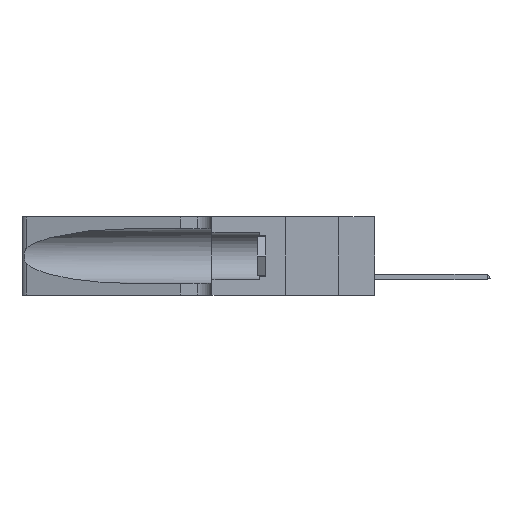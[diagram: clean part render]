
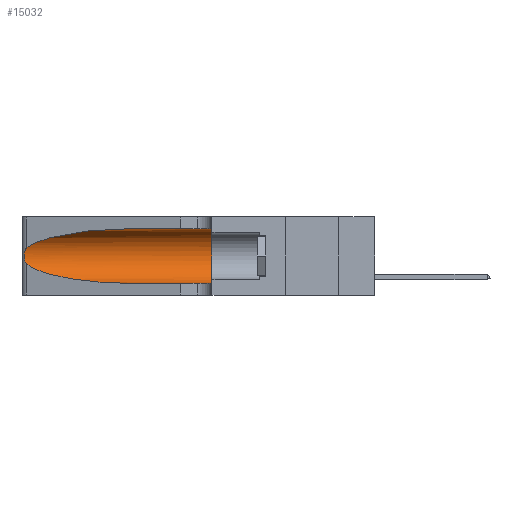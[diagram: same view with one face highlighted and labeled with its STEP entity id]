
A CAD part, left-side view. The second image highlights one B-rep face of the part: STEP entity #15032.
In plain terms, the highlighted cylindrical face has radius 3.308 mm (diameter 6.617 mm), a partial arc.
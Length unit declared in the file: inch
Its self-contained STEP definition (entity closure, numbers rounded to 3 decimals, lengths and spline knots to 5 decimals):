
#2 = EDGE_LOOP ( 'NONE', ( #23821, #13826, #9320, #1879, #17514, #7543 ) ) ;
#521 = CARTESIAN_POINT ( 'NONE',  ( 0.25487, 1.22718, 0.22369 ) ) ;
#1056 = CARTESIAN_POINT ( 'NONE',  ( 0.25639, 1.23184, 0.21858 ) ) ;
#1314 = VECTOR ( 'NONE', #20642, 39.37008 ) ;
#1537 = CARTESIAN_POINT ( 'NONE',  ( 0.25856, 1.23593, 0.16098 ) ) ;
#1879 = ORIENTED_EDGE ( 'NONE', *, *, #4954, .T. ) ;
#1905 = VERTEX_POINT ( 'NONE', #9332 ) ;
#2088 = VERTEX_POINT ( 'NONE', #21816 ) ;
#3530 = CARTESIAN_POINT ( 'NONE',  ( 0.25789, 1.23486, 0.15765 ) ) ;
#4033 = CARTESIAN_POINT ( 'NONE',  ( 0.18966, 0.96281, 0.05475 ) ) ;
#4789 = DIRECTION ( 'NONE',  ( 0., 0., 1. ) ) ;
#4954 = EDGE_CURVE ( 'NONE', #13126, #8177, #17370, .T. ) ;
#5363 = CARTESIAN_POINT ( 'NONE',  ( 0.25487, 1.22718, 0.14631 ) ) ;
#5508 = DIRECTION ( 'NONE',  ( 0., -1., 0. ) ) ;
#5556 = VERTEX_POINT ( 'NONE', #8569 ) ;
#6762 = DIRECTION ( 'NONE',  ( 0., -1., 0. ) ) ;
#6764 = CARTESIAN_POINT ( 'NONE',  ( 0.1305, 0.35, 0.185 ) ) ;
#6772 = CARTESIAN_POINT ( 'NONE',  ( 0.26018, 1.23835, 0.19895 ) ) ;
#7173 = CARTESIAN_POINT ( 'NONE',  ( 0.1305, 0.35, 0.05475 ) ) ;
#7543 = ORIENTED_EDGE ( 'NONE', *, *, #24047, .F. ) ;
#7782 = EDGE_CURVE ( 'NONE', #23167, #13126, #10038, .T. ) ;
#8177 = VERTEX_POINT ( 'NONE', #7173 ) ;
#8569 = CARTESIAN_POINT ( 'NONE',  ( 0.25487, 1.22718, 0.22369 ) ) ;
#9258 = FACE_OUTER_BOUND ( 'NONE', #2, .T. ) ;
#9320 = ORIENTED_EDGE ( 'NONE', *, *, #7782, .T. ) ;
#9332 = CARTESIAN_POINT ( 'NONE',  ( 0.1305, 0.35, 0.31525 ) ) ;
#9972 = CARTESIAN_POINT ( 'NONE',  ( 0.2373, 1.15595, 0.28018 ) ) ;
#10038 =( BOUNDED_CURVE ( )  B_SPLINE_CURVE ( 3, ( #22911, #11473, #4033, #21178 ),
 .UNSPECIFIED., .F., .F. ) 
 B_SPLINE_CURVE_WITH_KNOTS ( ( 4, 4 ),
 ( 3.44316, 4.71239 ),
 .UNSPECIFIED. ) 
 CURVE ( )  GEOMETRIC_REPRESENTATION_ITEM ( )  RATIONAL_B_SPLINE_CURVE ( ( 1., 0.87, 0.87, 1. ) ) 
 REPRESENTATION_ITEM ( '' )  );
#10414 = DIRECTION ( 'NONE',  ( 0., 1., 0. ) ) ;
#10570 = CARTESIAN_POINT ( 'NONE',  ( 0.25854, 1.2359, 0.20912 ) ) ;
#11055 = CARTESIAN_POINT ( 'NONE',  ( 0.25487, 1.22718, 0.14631 ) ) ;
#11473 = CARTESIAN_POINT ( 'NONE',  ( 0.2373, 1.15595, 0.08982 ) ) ;
#12425 = CARTESIAN_POINT ( 'NONE',  ( 0.25555, 1.22994, 0.2215 ) ) ;
#12501 = CARTESIAN_POINT ( 'NONE',  ( 0.26075, 1.23896, 0.178 ) ) ;
#12653 = EDGE_CURVE ( 'NONE', #1905, #8177, #21909, .T. ) ;
#12916 = CARTESIAN_POINT ( 'NONE',  ( 0.25555, 1.22993, 0.14849 ) ) ;
#13126 = VERTEX_POINT ( 'NONE', #16217 ) ;
#13468 = DIRECTION ( 'NONE',  ( 0., 0., -1. ) ) ;
#13826 = ORIENTED_EDGE ( 'NONE', *, *, #22733, .T. ) ;
#14232 = VECTOR ( 'NONE', #6762, 39.37008 ) ;
#14453 =( BOUNDED_CURVE ( )  B_SPLINE_CURVE ( 3, ( #17638, #15563, #9972, #521 ),
 .UNSPECIFIED., .F., .T. ) 
 B_SPLINE_CURVE_WITH_KNOTS ( ( 4, 4 ),
 ( 1.5708, 2.84003 ),
 .UNSPECIFIED. ) 
 CURVE ( )  GEOMETRIC_REPRESENTATION_ITEM ( )  RATIONAL_B_SPLINE_CURVE ( ( 1., 0.87, 0.87, 1. ) ) 
 REPRESENTATION_ITEM ( '' )  );
#15032 = ADVANCED_FACE ( 'NONE', ( #9258 ), #19686, .F. ) ;
#15563 = CARTESIAN_POINT ( 'NONE',  ( 0.18966, 0.96281, 0.31525 ) ) ;
#16217 = CARTESIAN_POINT ( 'NONE',  ( 0.1305, 0.72297, 0.05475 ) ) ;
#17370 = LINE ( 'NONE', #20552, #1314 ) ;
#17382 = AXIS2_PLACEMENT_3D ( 'NONE', #21167, #5508, #13468 ) ;
#17514 = ORIENTED_EDGE ( 'NONE', *, *, #12653, .F. ) ;
#17638 = CARTESIAN_POINT ( 'NONE',  ( 0.1305, 0.72297, 0.31525 ) ) ;
#18150 = AXIS2_PLACEMENT_3D ( 'NONE', #6764, #10414, #4789 ) ;
#18153 = CARTESIAN_POINT ( 'NONE',  ( 0.25787, 1.23484, 0.2124 ) ) ;
#19298 = LINE ( 'NONE', #20160, #14232 ) ;
#19686 = CYLINDRICAL_SURFACE ( 'NONE', #17382, 0.13025 ) ;
#20160 = CARTESIAN_POINT ( 'NONE',  ( 0.1305, 1.61858, 0.31525 ) ) ;
#20552 = CARTESIAN_POINT ( 'NONE',  ( 0.1305, 1.61858, 0.05475 ) ) ;
#20642 = DIRECTION ( 'NONE',  ( 0., -1., 0. ) ) ;
#21167 = CARTESIAN_POINT ( 'NONE',  ( 0.1305, 1.61858, 0.185 ) ) ;
#21178 = CARTESIAN_POINT ( 'NONE',  ( 0.1305, 0.72297, 0.05475 ) ) ;
#21816 = CARTESIAN_POINT ( 'NONE',  ( 0.1305, 0.72297, 0.31525 ) ) ;
#21909 = CIRCLE ( 'NONE', #18150, 0.13025 ) ;
#21923 = CARTESIAN_POINT ( 'NONE',  ( 0.25487, 1.22718, 0.22369 ) ) ;
#22405 = CARTESIAN_POINT ( 'NONE',  ( 0.25639, 1.23186, 0.15144 ) ) ;
#22733 = EDGE_CURVE ( 'NONE', #5556, #23167, #24125, .T. ) ;
#22911 = CARTESIAN_POINT ( 'NONE',  ( 0.25487, 1.22718, 0.14631 ) ) ;
#23167 = VERTEX_POINT ( 'NONE', #5363 ) ;
#23821 = ORIENTED_EDGE ( 'NONE', *, *, #24556, .T. ) ;
#23933 = CARTESIAN_POINT ( 'NONE',  ( 0.26075, 1.23896, 0.19203 ) ) ;
#24017 = CARTESIAN_POINT ( 'NONE',  ( 0.26017, 1.23833, 0.17102 ) ) ;
#24047 = EDGE_CURVE ( 'NONE', #2088, #1905, #19298, .T. ) ;
#24125 = B_SPLINE_CURVE_WITH_KNOTS ( 'NONE', 3,
 ( #21923, #12425, #1056, #18153, #10570, #6772, #23933, #12501, #24017, #1537, #3530, #22405, #12916, #11055 ),
 .UNSPECIFIED., .F., .F.,
 ( 4, 2, 2, 2, 2, 2, 4 ),
 ( 0., 0.00027, 0.00053, 0.00107, 0.0016, 0.00187, 0.00214 ),
 .UNSPECIFIED. ) ;
#24556 = EDGE_CURVE ( 'NONE', #2088, #5556, #14453, .T. ) ;
